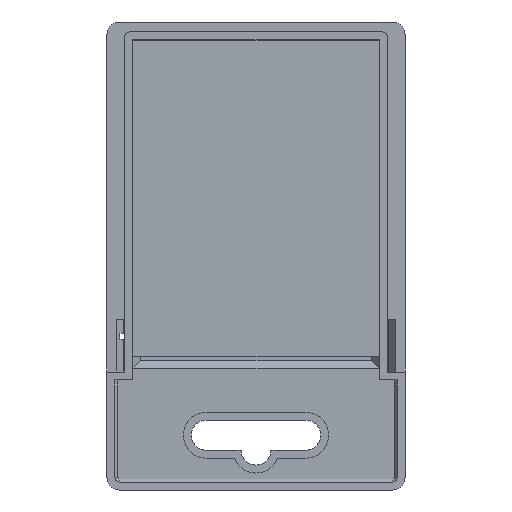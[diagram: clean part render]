
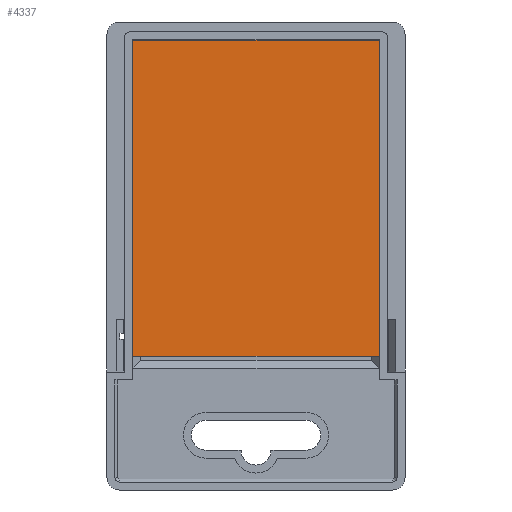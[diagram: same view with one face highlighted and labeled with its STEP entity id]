
A CAD part, front view. The second image highlights one B-rep face of the part: STEP entity #4337.
In plain terms, the highlighted planar face has unit normal (0, -1, 0).
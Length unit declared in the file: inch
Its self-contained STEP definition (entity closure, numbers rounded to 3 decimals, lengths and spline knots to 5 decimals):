
#401=LINE('',#7251,#893);
#453=LINE('',#7443,#945);
#461=LINE('',#7456,#953);
#463=LINE('',#7459,#955);
#893=VECTOR('',#5232,0.3937);
#945=VECTOR('',#5340,0.3937);
#953=VECTOR('',#5354,0.3937);
#955=VECTOR('',#5358,0.3937);
#1208=PLANE('',#4579);
#1423=FACE_OUTER_BOUND('',#1659,.T.);
#1659=EDGE_LOOP('',(#3773,#3774,#3775,#3776));
#2073=VERTEX_POINT('',#7248);
#2074=VERTEX_POINT('',#7250);
#2117=VERTEX_POINT('',#7441);
#2118=VERTEX_POINT('',#7442);
#2622=EDGE_CURVE('',#2073,#2074,#401,.F.);
#2686=EDGE_CURVE('',#2117,#2118,#453,.F.);
#2694=EDGE_CURVE('',#2118,#2073,#461,.F.);
#2696=EDGE_CURVE('',#2074,#2117,#463,.T.);
#3773=ORIENTED_EDGE('',*,*,#2694,.F.);
#3774=ORIENTED_EDGE('',*,*,#2686,.F.);
#3775=ORIENTED_EDGE('',*,*,#2696,.F.);
#3776=ORIENTED_EDGE('',*,*,#2622,.F.);
#4337=ADVANCED_FACE('',(#1423),#1208,.F.);
#4579=AXIS2_PLACEMENT_3D('',#7458,#5356,#5357);
#5232=DIRECTION('',(1.,0.,0.));
#5340=DIRECTION('',(-1.,0.,0.));
#5354=DIRECTION('',(0.,0.,1.));
#5356=DIRECTION('center_axis',(0.,1.,0.));
#5357=DIRECTION('ref_axis',(1.,0.,0.));
#5358=DIRECTION('',(0.,0.,1.));
#7248=CARTESIAN_POINT('',(1.23572,0.16,-3.355));
#7250=CARTESIAN_POINT('',(-1.23572,0.16,-3.355));
#7251=CARTESIAN_POINT('',(0.,0.16,-3.355));
#7441=CARTESIAN_POINT('',(-1.23572,0.16,-0.18087));
#7442=CARTESIAN_POINT('',(1.23572,0.16,-0.18087));
#7443=CARTESIAN_POINT('',(0.,0.16,-0.18087));
#7456=CARTESIAN_POINT('',(1.23572,0.16,-1.2));
#7458=CARTESIAN_POINT('Origin',(0.,0.16,-2.4));
#7459=CARTESIAN_POINT('',(-1.23572,0.16,-1.2));
